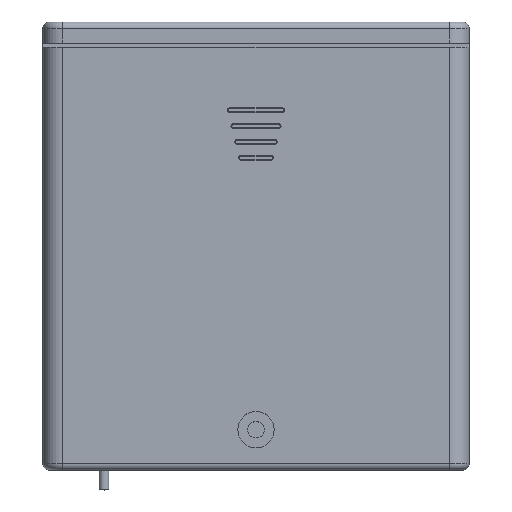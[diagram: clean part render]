
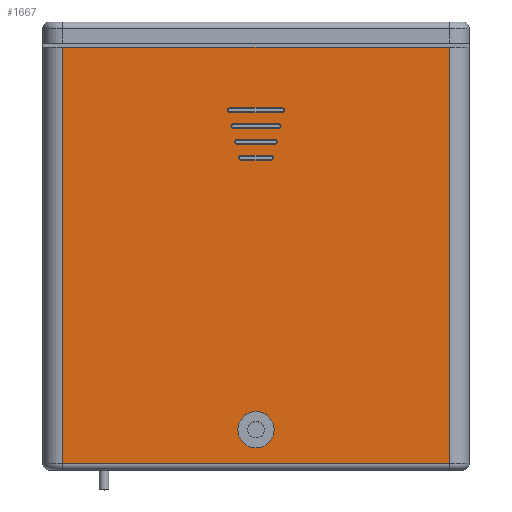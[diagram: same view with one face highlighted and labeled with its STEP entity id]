
A CAD part, top view. The second image highlights one B-rep face of the part: STEP entity #1667.
In plain terms, the highlighted planar face has unit normal (0, 0, 1).
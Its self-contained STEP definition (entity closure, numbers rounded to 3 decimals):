
#61=CIRCLE('',#1777,0.35);
#70=CIRCLE('',#1793,0.35);
#79=CIRCLE('',#1809,0.35);
#88=CIRCLE('',#1825,0.35);
#89=CIRCLE('',#1829,0.35);
#90=CIRCLE('',#1833,0.35);
#91=CIRCLE('',#1835,0.35);
#92=CIRCLE('',#1839,0.35);
#93=CIRCLE('',#1841,2.75);
#127=FACE_BOUND('',#384,.T.);
#128=FACE_BOUND('',#385,.T.);
#129=FACE_BOUND('',#386,.T.);
#130=FACE_BOUND('',#387,.T.);
#131=FACE_BOUND('',#388,.T.);
#178=PLANE('',#1870);
#273=FACE_OUTER_BOUND('',#383,.T.);
#383=EDGE_LOOP('',(#1462,#1463,#1464,#1465));
#384=EDGE_LOOP('',(#1466,#1467,#1468,#1469));
#385=EDGE_LOOP('',(#1470,#1471,#1472,#1473));
#386=EDGE_LOOP('',(#1474,#1475,#1476,#1477));
#387=EDGE_LOOP('',(#1478,#1479,#1480,#1481));
#388=EDGE_LOOP('',(#1482));
#453=LINE('',#2548,#595);
#492=LINE('',#2658,#634);
#502=LINE('',#2699,#644);
#510=LINE('',#2734,#652);
#518=LINE('',#2769,#660);
#526=LINE('',#2804,#668);
#528=LINE('',#2811,#670);
#529=LINE('',#2814,#671);
#532=LINE('',#2823,#674);
#533=LINE('',#2826,#675);
#542=LINE('',#2883,#684);
#543=LINE('',#2884,#685);
#595=VECTOR('',#2007,10.);
#634=VECTOR('',#2112,10.);
#644=VECTOR('',#2160,10.);
#652=VECTOR('',#2200,10.);
#660=VECTOR('',#2240,10.);
#668=VECTOR('',#2280,10.);
#670=VECTOR('',#2290,10.);
#671=VECTOR('',#2293,10.);
#674=VECTOR('',#2306,10.);
#675=VECTOR('',#2309,10.);
#684=VECTOR('',#2384,10.);
#685=VECTOR('',#2385,10.);
#727=VERTEX_POINT('',#2545);
#728=VERTEX_POINT('',#2547);
#766=VERTEX_POINT('',#2657);
#776=VERTEX_POINT('',#2691);
#777=VERTEX_POINT('',#2693);
#778=VERTEX_POINT('',#2697);
#787=VERTEX_POINT('',#2726);
#788=VERTEX_POINT('',#2728);
#789=VERTEX_POINT('',#2732);
#798=VERTEX_POINT('',#2761);
#799=VERTEX_POINT('',#2763);
#800=VERTEX_POINT('',#2767);
#809=VERTEX_POINT('',#2796);
#810=VERTEX_POINT('',#2798);
#811=VERTEX_POINT('',#2802);
#812=VERTEX_POINT('',#2807);
#813=VERTEX_POINT('',#2813);
#814=VERTEX_POINT('',#2819);
#815=VERTEX_POINT('',#2825);
#816=VERTEX_POINT('',#2831);
#830=VERTEX_POINT('',#2882);
#890=EDGE_CURVE('',#728,#727,#453,.T.);
#945=EDGE_CURVE('',#728,#766,#492,.T.);
#963=EDGE_CURVE('',#777,#776,#61,.T.);
#966=EDGE_CURVE('',#776,#778,#502,.T.);
#980=EDGE_CURVE('',#788,#787,#70,.T.);
#983=EDGE_CURVE('',#787,#789,#510,.T.);
#997=EDGE_CURVE('',#799,#798,#79,.T.);
#1000=EDGE_CURVE('',#798,#800,#518,.T.);
#1014=EDGE_CURVE('',#810,#809,#88,.T.);
#1017=EDGE_CURVE('',#809,#811,#526,.T.);
#1019=EDGE_CURVE('',#800,#812,#89,.T.);
#1020=EDGE_CURVE('',#812,#799,#528,.T.);
#1021=EDGE_CURVE('',#813,#777,#529,.T.);
#1023=EDGE_CURVE('',#778,#813,#90,.T.);
#1025=EDGE_CURVE('',#811,#814,#91,.T.);
#1026=EDGE_CURVE('',#814,#810,#532,.T.);
#1027=EDGE_CURVE('',#815,#788,#533,.T.);
#1029=EDGE_CURVE('',#789,#815,#92,.T.);
#1030=EDGE_CURVE('',#816,#816,#93,.T.);
#1055=EDGE_CURVE('',#830,#727,#542,.T.);
#1056=EDGE_CURVE('',#766,#830,#543,.T.);
#1462=ORIENTED_EDGE('',*,*,#890,.T.);
#1463=ORIENTED_EDGE('',*,*,#1055,.F.);
#1464=ORIENTED_EDGE('',*,*,#1056,.F.);
#1465=ORIENTED_EDGE('',*,*,#945,.F.);
#1466=ORIENTED_EDGE('',*,*,#1000,.T.);
#1467=ORIENTED_EDGE('',*,*,#1019,.T.);
#1468=ORIENTED_EDGE('',*,*,#1020,.T.);
#1469=ORIENTED_EDGE('',*,*,#997,.T.);
#1470=ORIENTED_EDGE('',*,*,#1021,.T.);
#1471=ORIENTED_EDGE('',*,*,#963,.T.);
#1472=ORIENTED_EDGE('',*,*,#966,.T.);
#1473=ORIENTED_EDGE('',*,*,#1023,.T.);
#1474=ORIENTED_EDGE('',*,*,#1017,.T.);
#1475=ORIENTED_EDGE('',*,*,#1025,.T.);
#1476=ORIENTED_EDGE('',*,*,#1026,.T.);
#1477=ORIENTED_EDGE('',*,*,#1014,.T.);
#1478=ORIENTED_EDGE('',*,*,#1027,.T.);
#1479=ORIENTED_EDGE('',*,*,#980,.T.);
#1480=ORIENTED_EDGE('',*,*,#983,.T.);
#1481=ORIENTED_EDGE('',*,*,#1029,.T.);
#1482=ORIENTED_EDGE('',*,*,#1030,.T.);
#1667=ADVANCED_FACE('',(#273,#127,#128,#129,#130,#131),#178,.T.);
#1777=AXIS2_PLACEMENT_3D('',#2694,#2154,#2155);
#1793=AXIS2_PLACEMENT_3D('',#2729,#2194,#2195);
#1809=AXIS2_PLACEMENT_3D('',#2764,#2234,#2235);
#1825=AXIS2_PLACEMENT_3D('',#2799,#2274,#2275);
#1829=AXIS2_PLACEMENT_3D('',#2809,#2286,#2287);
#1833=AXIS2_PLACEMENT_3D('',#2817,#2297,#2298);
#1835=AXIS2_PLACEMENT_3D('',#2821,#2302,#2303);
#1839=AXIS2_PLACEMENT_3D('',#2829,#2313,#2314);
#1841=AXIS2_PLACEMENT_3D('',#2832,#2317,#2318);
#1870=AXIS2_PLACEMENT_3D('',#2881,#2382,#2383);
#2007=DIRECTION('',(-1.,0.,0.));
#2112=DIRECTION('',(0.,-1.,0.));
#2154=DIRECTION('center_axis',(0.,0.,-1.));
#2155=DIRECTION('ref_axis',(0.,1.,0.));
#2160=DIRECTION('',(1.,0.,0.));
#2194=DIRECTION('center_axis',(0.,0.,-1.));
#2195=DIRECTION('ref_axis',(0.,1.,0.));
#2200=DIRECTION('',(1.,0.,0.));
#2234=DIRECTION('center_axis',(0.,0.,-1.));
#2235=DIRECTION('ref_axis',(0.,-1.,0.));
#2240=DIRECTION('',(-1.,0.,0.));
#2274=DIRECTION('center_axis',(0.,0.,-1.));
#2275=DIRECTION('ref_axis',(0.,-1.,0.));
#2280=DIRECTION('',(-1.,0.,0.));
#2286=DIRECTION('center_axis',(0.,0.,-1.));
#2287=DIRECTION('ref_axis',(0.,1.,0.));
#2290=DIRECTION('',(1.,0.,0.));
#2293=DIRECTION('',(-1.,0.,0.));
#2297=DIRECTION('center_axis',(0.,0.,-1.));
#2298=DIRECTION('ref_axis',(0.,-1.,0.));
#2302=DIRECTION('center_axis',(0.,0.,-1.));
#2303=DIRECTION('ref_axis',(0.,1.,0.));
#2306=DIRECTION('',(1.,0.,0.));
#2309=DIRECTION('',(-1.,0.,0.));
#2313=DIRECTION('center_axis',(0.,0.,-1.));
#2314=DIRECTION('ref_axis',(0.,-1.,0.));
#2317=DIRECTION('center_axis',(0.,0.,-1.));
#2318=DIRECTION('ref_axis',(-1.,0.,0.));
#2382=DIRECTION('center_axis',(0.,0.,1.));
#2383=DIRECTION('ref_axis',(1.,0.,0.));
#2384=DIRECTION('',(0.,1.,0.));
#2385=DIRECTION('',(-1.,0.,0.));
#2545=CARTESIAN_POINT('',(-29.25,30.1,18.8));
#2547=CARTESIAN_POINT('',(29.25,30.1,18.8));
#2548=CARTESIAN_POINT('',(16.125,30.1,18.8));
#2657=CARTESIAN_POINT('',(29.25,-32.9,18.8));
#2658=CARTESIAN_POINT('',(29.25,-16.95,18.8));
#2691=CARTESIAN_POINT('',(-4.,20.9,18.8));
#2693=CARTESIAN_POINT('',(-4.,20.2,18.8));
#2694=CARTESIAN_POINT('Origin',(-4.,20.55,18.8));
#2697=CARTESIAN_POINT('',(4.,20.9,18.8));
#2699=CARTESIAN_POINT('',(2.,20.9,18.8));
#2726=CARTESIAN_POINT('',(-3.433,18.5,18.8));
#2728=CARTESIAN_POINT('',(-3.433,17.8,18.8));
#2729=CARTESIAN_POINT('Origin',(-3.433,18.15,18.8));
#2732=CARTESIAN_POINT('',(3.433,18.5,18.8));
#2734=CARTESIAN_POINT('',(1.717,18.5,18.8));
#2761=CARTESIAN_POINT('',(2.3,13.,18.8));
#2763=CARTESIAN_POINT('',(2.3,13.7,18.8));
#2764=CARTESIAN_POINT('Origin',(2.3,13.35,18.8));
#2767=CARTESIAN_POINT('',(-2.3,13.,18.8));
#2769=CARTESIAN_POINT('',(-1.15,13.,18.8));
#2796=CARTESIAN_POINT('',(2.867,15.4,18.8));
#2798=CARTESIAN_POINT('',(2.867,16.1,18.8));
#2799=CARTESIAN_POINT('Origin',(2.867,15.75,18.8));
#2802=CARTESIAN_POINT('',(-2.867,15.4,18.8));
#2804=CARTESIAN_POINT('',(-1.433,15.4,18.8));
#2807=CARTESIAN_POINT('',(-2.3,13.7,18.8));
#2809=CARTESIAN_POINT('Origin',(-2.3,13.35,18.8));
#2811=CARTESIAN_POINT('',(1.15,13.7,18.8));
#2813=CARTESIAN_POINT('',(4.,20.2,18.8));
#2814=CARTESIAN_POINT('',(-2.,20.2,18.8));
#2817=CARTESIAN_POINT('Origin',(4.,20.55,18.8));
#2819=CARTESIAN_POINT('',(-2.867,16.1,18.8));
#2821=CARTESIAN_POINT('Origin',(-2.867,15.75,18.8));
#2823=CARTESIAN_POINT('',(1.433,16.1,18.8));
#2825=CARTESIAN_POINT('',(3.433,17.8,18.8));
#2826=CARTESIAN_POINT('',(-1.717,17.8,18.8));
#2829=CARTESIAN_POINT('Origin',(3.433,18.15,18.8));
#2831=CARTESIAN_POINT('',(2.75,-27.8,18.8));
#2832=CARTESIAN_POINT('Origin',(0.,-27.8,
18.8));
#2881=CARTESIAN_POINT('Origin',(0.,0.,
18.8));
#2882=CARTESIAN_POINT('',(-29.25,-32.9,18.8));
#2883=CARTESIAN_POINT('',(-29.25,16.95,18.8));
#2884=CARTESIAN_POINT('',(-16.125,-32.9,18.8));
